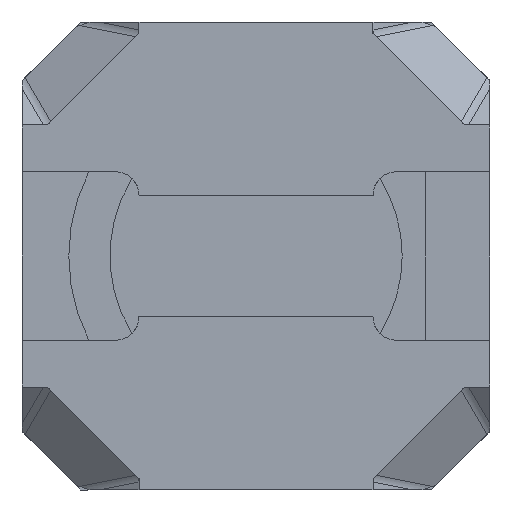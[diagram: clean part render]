
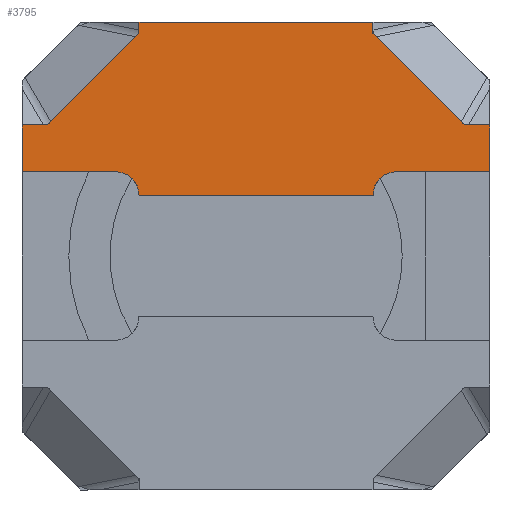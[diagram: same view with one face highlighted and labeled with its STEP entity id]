
A CAD part, front view. The second image highlights one B-rep face of the part: STEP entity #3795.
In plain terms, the highlighted planar face has unit normal (0, -1, 0).
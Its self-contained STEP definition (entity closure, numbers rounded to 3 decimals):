
#93 = EDGE_CURVE ( 'NONE', #3286, #2987, #3776, .T. ) ;
#262 = CARTESIAN_POINT ( 'NONE',  ( -1.25, 0., 0.65 ) ) ;
#269 = ORIENTED_EDGE ( 'NONE', *, *, #93, .T. ) ;
#281 = AXIS2_PLACEMENT_3D ( 'NONE', #1531, #3493, #2874 ) ;
#358 = DIRECTION ( 'NONE',  ( -0.707, 0., 0.707 ) ) ;
#404 = LINE ( 'NONE', #826, #3422 ) ;
#466 = CARTESIAN_POINT ( 'NONE',  ( 2.225, 0., 1.4 ) ) ;
#506 = LINE ( 'NONE', #466, #3866 ) ;
#507 = ORIENTED_EDGE ( 'NONE', *, *, #3099, .T. ) ;
#546 = PLANE ( 'NONE',  #3675 ) ;
#623 = VERTEX_POINT ( 'NONE', #262 ) ;
#662 = ORIENTED_EDGE ( 'NONE', *, *, #820, .T. ) ;
#669 = VERTEX_POINT ( 'NONE', #1249 ) ;
#678 = CARTESIAN_POINT ( 'NONE',  ( -2.5, 0., 1.4 ) ) ;
#711 = EDGE_CURVE ( 'NONE', #2987, #3335, #3838, .T. ) ;
#739 = DIRECTION ( 'NONE',  ( -1., 0., 0. ) ) ;
#777 = CARTESIAN_POINT ( 'NONE',  ( 1.25, 0., 2.5 ) ) ;
#791 = CARTESIAN_POINT ( 'NONE',  ( 1.25, 0., 0.65 ) ) ;
#820 = EDGE_CURVE ( 'NONE', #1783, #623, #2182, .T. ) ;
#826 = CARTESIAN_POINT ( 'NONE',  ( -1.25, 0., 2.375 ) ) ;
#861 = EDGE_CURVE ( 'NONE', #2684, #4136, #1476, .T. ) ;
#870 = DIRECTION ( 'NONE',  ( -1., 0., 0. ) ) ;
#907 = VERTEX_POINT ( 'NONE', #1391 ) ;
#915 = CARTESIAN_POINT ( 'NONE',  ( -1.25, 0., 2.5 ) ) ;
#976 = EDGE_CURVE ( 'NONE', #3335, #1783, #4127, .T. ) ;
#1017 = ORIENTED_EDGE ( 'NONE', *, *, #711, .T. ) ;
#1091 = CARTESIAN_POINT ( 'NONE',  ( -2.5, 0., 0.9 ) ) ;
#1096 = CARTESIAN_POINT ( 'NONE',  ( 2.225, 0., 1.4 ) ) ;
#1216 = EDGE_CURVE ( 'NONE', #3088, #2079, #2787, .T. ) ;
#1248 = VERTEX_POINT ( 'NONE', #791 ) ;
#1249 = CARTESIAN_POINT ( 'NONE',  ( -1.25, 0., 2.375 ) ) ;
#1383 = CARTESIAN_POINT ( 'NONE',  ( 2.5, 0., 1.4 ) ) ;
#1391 = CARTESIAN_POINT ( 'NONE',  ( 2.5, 0., 1.4 ) ) ;
#1403 = ORIENTED_EDGE ( 'NONE', *, *, #861, .T. ) ;
#1417 = CARTESIAN_POINT ( 'NONE',  ( -1.25, 0., 2.5 ) ) ;
#1476 = LINE ( 'NONE', #2288, #3255 ) ;
#1490 = CARTESIAN_POINT ( 'NONE',  ( 2.5, 0., 0.9 ) ) ;
#1531 = CARTESIAN_POINT ( 'NONE',  ( 1.5, 0., 0.65 ) ) ;
#1537 = DIRECTION ( 'NONE',  ( -1., 0., 0. ) ) ;
#1596 = CARTESIAN_POINT ( 'NONE',  ( -1.5, 0., 0.9 ) ) ;
#1664 = LINE ( 'NONE', #1715, #2619 ) ;
#1669 = VECTOR ( 'NONE', #3528, 1000. ) ;
#1715 = CARTESIAN_POINT ( 'NONE',  ( 1.25, 0., 2.5 ) ) ;
#1774 = ORIENTED_EDGE ( 'NONE', *, *, #2440, .T. ) ;
#1783 = VERTEX_POINT ( 'NONE', #1596 ) ;
#1813 = VECTOR ( 'NONE', #739, 1000. ) ;
#2009 = DIRECTION ( 'NONE',  ( 0., 0., 1. ) ) ;
#2079 = VERTEX_POINT ( 'NONE', #2991 ) ;
#2140 = EDGE_CURVE ( 'NONE', #907, #2684, #506, .T. ) ;
#2182 = CIRCLE ( 'NONE', #2855, 0.25 ) ;
#2216 = DIRECTION ( 'NONE',  ( 0., 0., -1. ) ) ;
#2219 = CIRCLE ( 'NONE', #281, 0.25 ) ;
#2288 = CARTESIAN_POINT ( 'NONE',  ( 1.25, 0., 2.375 ) ) ;
#2299 = CARTESIAN_POINT ( 'NONE',  ( -1.5, 0., 0.65 ) ) ;
#2322 = EDGE_LOOP ( 'NONE', ( #2478, #507, #1774, #3630, #269, #1017, #3739, #662, #2560, #3499, #2923, #2909, #3031, #1403 ) ) ;
#2329 = EDGE_CURVE ( 'NONE', #1248, #3088, #2219, .T. ) ;
#2345 = DIRECTION ( 'NONE',  ( 0., 0., 1. ) ) ;
#2390 = VECTOR ( 'NONE', #3663, 1000. ) ;
#2407 = DIRECTION ( 'NONE',  ( 1., 0., 0. ) ) ;
#2440 = EDGE_CURVE ( 'NONE', #3389, #669, #2980, .T. ) ;
#2441 = VECTOR ( 'NONE', #2216, 1000. ) ;
#2478 = ORIENTED_EDGE ( 'NONE', *, *, #2631, .T. ) ;
#2513 = EDGE_CURVE ( 'NONE', #623, #1248, #4107, .T. ) ;
#2517 = VECTOR ( 'NONE', #2592, 1000. ) ;
#2560 = ORIENTED_EDGE ( 'NONE', *, *, #2513, .T. ) ;
#2569 = CARTESIAN_POINT ( 'NONE',  ( -2.5, 0., 1.4 ) ) ;
#2592 = DIRECTION ( 'NONE',  ( 1., 0., 0. ) ) ;
#2601 = EDGE_CURVE ( 'NONE', #2079, #907, #3771, .T. ) ;
#2619 = VECTOR ( 'NONE', #2345, 1000. ) ;
#2631 = EDGE_CURVE ( 'NONE', #4136, #4115, #1664, .T. ) ;
#2653 = DIRECTION ( 'NONE',  ( 1., 0., 0. ) ) ;
#2660 = CARTESIAN_POINT ( 'NONE',  ( 1.5, 0., 0.9 ) ) ;
#2684 = VERTEX_POINT ( 'NONE', #1096 ) ;
#2758 = FACE_OUTER_BOUND ( 'NONE', #2322, .T. ) ;
#2787 = LINE ( 'NONE', #1490, #3977 ) ;
#2808 = CARTESIAN_POINT ( 'NONE',  ( 1.5, 0., 0.65 ) ) ;
#2855 = AXIS2_PLACEMENT_3D ( 'NONE', #2299, #2939, #2653 ) ;
#2874 = DIRECTION ( 'NONE',  ( -1., 0., 0. ) ) ;
#2892 = CARTESIAN_POINT ( 'NONE',  ( 1.25, 0., 0.65 ) ) ;
#2909 = ORIENTED_EDGE ( 'NONE', *, *, #2601, .T. ) ;
#2923 = ORIENTED_EDGE ( 'NONE', *, *, #1216, .T. ) ;
#2939 = DIRECTION ( 'NONE',  ( 0., 1., 0. ) ) ;
#2980 = LINE ( 'NONE', #3245, #1669 ) ;
#2987 = VERTEX_POINT ( 'NONE', #678 ) ;
#2991 = CARTESIAN_POINT ( 'NONE',  ( 2.5, 0., 0.9 ) ) ;
#3031 = ORIENTED_EDGE ( 'NONE', *, *, #2140, .T. ) ;
#3088 = VERTEX_POINT ( 'NONE', #2660 ) ;
#3099 = EDGE_CURVE ( 'NONE', #4115, #3389, #3668, .T. ) ;
#3123 = CARTESIAN_POINT ( 'NONE',  ( -2.5, 0., 0.9 ) ) ;
#3213 = EDGE_CURVE ( 'NONE', #669, #3286, #404, .T. ) ;
#3245 = CARTESIAN_POINT ( 'NONE',  ( -1.25, 0., 2.5 ) ) ;
#3255 = VECTOR ( 'NONE', #358, 1000. ) ;
#3286 = VERTEX_POINT ( 'NONE', #4015 ) ;
#3335 = VERTEX_POINT ( 'NONE', #3123 ) ;
#3374 = VECTOR ( 'NONE', #2009, 1000. ) ;
#3389 = VERTEX_POINT ( 'NONE', #915 ) ;
#3422 = VECTOR ( 'NONE', #3710, 1000. ) ;
#3493 = DIRECTION ( 'NONE',  ( 0., 1., 0. ) ) ;
#3499 = ORIENTED_EDGE ( 'NONE', *, *, #2329, .T. ) ;
#3528 = DIRECTION ( 'NONE',  ( 0., 0., -1. ) ) ;
#3630 = ORIENTED_EDGE ( 'NONE', *, *, #3213, .T. ) ;
#3663 = DIRECTION ( 'NONE',  ( 1., 0., 0. ) ) ;
#3668 = LINE ( 'NONE', #1417, #1813 ) ;
#3675 = AXIS2_PLACEMENT_3D ( 'NONE', #2808, #4094, #870 ) ;
#3684 = VECTOR ( 'NONE', #1537, 1000. ) ;
#3710 = DIRECTION ( 'NONE',  ( -0.707, 0., -0.707 ) ) ;
#3725 = DIRECTION ( 'NONE',  ( -1., 0., 0. ) ) ;
#3739 = ORIENTED_EDGE ( 'NONE', *, *, #976, .T. ) ;
#3771 = LINE ( 'NONE', #1383, #3374 ) ;
#3776 = LINE ( 'NONE', #4095, #3684 ) ;
#3795 = ADVANCED_FACE ( 'NONE', ( #2758 ), #546, .F. ) ;
#3838 = LINE ( 'NONE', #2569, #2441 ) ;
#3866 = VECTOR ( 'NONE', #3725, 1000. ) ;
#3958 = CARTESIAN_POINT ( 'NONE',  ( 1.25, 0., 2.375 ) ) ;
#3977 = VECTOR ( 'NONE', #2407, 1000. ) ;
#4015 = CARTESIAN_POINT ( 'NONE',  ( -2.225, 0., 1.4 ) ) ;
#4094 = DIRECTION ( 'NONE',  ( 0., 1., 0. ) ) ;
#4095 = CARTESIAN_POINT ( 'NONE',  ( -2.225, 0., 1.4 ) ) ;
#4107 = LINE ( 'NONE', #2892, #2517 ) ;
#4115 = VERTEX_POINT ( 'NONE', #777 ) ;
#4127 = LINE ( 'NONE', #1091, #2390 ) ;
#4136 = VERTEX_POINT ( 'NONE', #3958 ) ;
